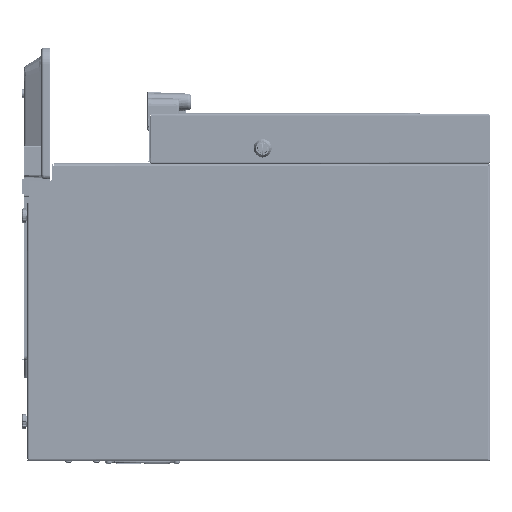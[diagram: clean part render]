
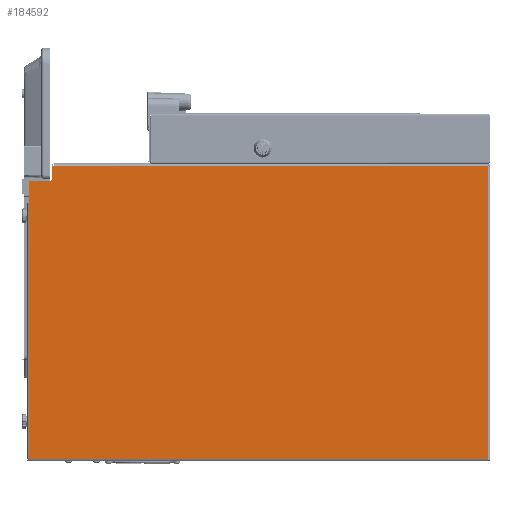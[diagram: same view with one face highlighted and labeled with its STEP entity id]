
A CAD part, left-side view. The second image highlights one B-rep face of the part: STEP entity #184592.
In plain terms, the highlighted planar face has unit normal (-1, 0, 0).
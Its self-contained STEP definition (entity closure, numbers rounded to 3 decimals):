
#10747=FACE_OUTER_BOUND($,#20575,.T.);
#20575=EDGE_LOOP($,(#129385,#129386,#129387,#129388,#129389,#129390,#129391,
#129392,#129393,#129394,#129395));
#35399=CIRCLE($,#195734,0.079);
#35400=CIRCLE($,#195737,0.079);
#35402=CIRCLE($,#195745,0.079);
#42290=LINE($,#308262,#57455);
#42293=LINE($,#308270,#57458);
#42295=LINE($,#308273,#57460);
#42297=LINE($,#308280,#57462);
#42350=LINE($,#308460,#57515);
#42353=LINE($,#308520,#57518);
#42357=LINE($,#308574,#57522);
#42362=LINE($,#308712,#57527);
#57455=VECTOR($,#217700,0.925);
#57458=VECTOR($,#217709,0.531);
#57460=VECTOR($,#217713,0.988);
#57462=VECTOR($,#217723,0.02);
#57515=VECTOR($,#217866,21.929);
#57518=VECTOR($,#217871,20.748);
#57522=VECTOR($,#217877,13.976);
#57527=VECTOR($,#217896,12.22);
#74344=VERTEX_POINT($,#307958);
#74458=VERTEX_POINT($,#308249);
#74460=VERTEX_POINT($,#308255);
#74461=VERTEX_POINT($,#308256);
#74462=VERTEX_POINT($,#308261);
#74463=VERTEX_POINT($,#308265);
#74464=VERTEX_POINT($,#308269);
#74465=VERTEX_POINT($,#308278);
#74501=VERTEX_POINT($,#308442);
#74503=VERTEX_POINT($,#308455);
#74504=VERTEX_POINT($,#308519);
#94738=EDGE_CURVE($,#74460,#74461,#35399,.T.);
#94741=EDGE_CURVE($,#74462,#74461,#42290,.T.);
#94743=EDGE_CURVE($,#74462,#74463,#35400,.T.);
#94745=EDGE_CURVE($,#74464,#74463,#42293,.T.);
#94747=EDGE_CURVE($,#74460,#74344,#42295,.T.);
#94750=EDGE_CURVE($,#74458,#74465,#42297,.T.);
#94751=EDGE_CURVE($,#74465,#74464,#35402,.T.);
#94825=EDGE_CURVE($,#74501,#74503,#42350,.T.);
#94830=EDGE_CURVE($,#74504,#74458,#42353,.T.);
#94839=EDGE_CURVE($,#74503,#74504,#42357,.T.);
#94851=EDGE_CURVE($,#74344,#74501,#42362,.T.);
#129385=ORIENTED_EDGE($,*,*,#94738,.F.);
#129386=ORIENTED_EDGE($,*,*,#94747,.T.);
#129387=ORIENTED_EDGE($,*,*,#94851,.T.);
#129388=ORIENTED_EDGE($,*,*,#94825,.T.);
#129389=ORIENTED_EDGE($,*,*,#94839,.T.);
#129390=ORIENTED_EDGE($,*,*,#94830,.T.);
#129391=ORIENTED_EDGE($,*,*,#94750,.T.);
#129392=ORIENTED_EDGE($,*,*,#94751,.T.);
#129393=ORIENTED_EDGE($,*,*,#94745,.T.);
#129394=ORIENTED_EDGE($,*,*,#94743,.F.);
#129395=ORIENTED_EDGE($,*,*,#94741,.T.);
#169687=PLANE($,#195800);
#184592=ADVANCED_FACE($,(#10747),#169687,.T.);
#195734=AXIS2_PLACEMENT_3D($,#308257,#217694,#217695);
#195737=AXIS2_PLACEMENT_3D($,#308266,#217704,#217705);
#195745=AXIS2_PLACEMENT_3D($,#308282,#217726,#217727);
#195800=AXIS2_PLACEMENT_3D($,#308716,#217902,#217903);
#217694=DIRECTION('center_axis',(1.,0.,0.));
#217695=DIRECTION('ref_axis',(0.,0.707,0.707));
#217700=DIRECTION($,(0.,1.,0.));
#217704=DIRECTION('center_axis',(-1.,0.,0.));
#217705=DIRECTION('ref_axis',(0.,-0.707,
-0.707));
#217709=DIRECTION($,(0.,0.,-1.));
#217713=DIRECTION($,(0.,0.,-1.));
#217723=DIRECTION($,(0.,1.,0.));
#217726=DIRECTION('center_axis',(-1.,0.,0.));
#217727=DIRECTION('ref_axis',(0.,0.,
1.));
#217866=DIRECTION($,(0.,-1.,0.));
#217871=DIRECTION($,(0.,1.,0.));
#217877=DIRECTION($,(0.,0.,1.));
#217896=DIRECTION($,(0.,0.,-1.));
#217902=DIRECTION('center_axis',(-1.,0.,0.));
#217903=DIRECTION('ref_axis',(0.,0.,-1.));
#307958=CARTESIAN_POINT('',(-4.417,1.108,4.274));
#308249=CARTESIAN_POINT('',(-4.417,-0.073,6.03));
#308255=CARTESIAN_POINT('',(-4.417,1.108,5.262));
#308256=CARTESIAN_POINT('',(-4.417,1.029,5.341));
#308257=CARTESIAN_POINT('Origin',(-4.417,1.029,5.262));
#308261=CARTESIAN_POINT('',(-4.417,0.104,5.341));
#308262=CARTESIAN_POINT($,(-4.417,-4.965,5.341));
#308265=CARTESIAN_POINT('',(-4.417,0.025,5.419));
#308266=CARTESIAN_POINT('Origin',(-4.417,0.104,5.419));
#308269=CARTESIAN_POINT('',(-4.417,0.025,5.951));
#308270=CARTESIAN_POINT($,(-4.417,0.025,5.951));
#308273=CARTESIAN_POINT($,(-4.417,1.108,2.535));
#308278=CARTESIAN_POINT('',(-4.417,-0.054,6.03));
#308280=CARTESIAN_POINT($,(-4.417,-0.073,6.03));
#308282=CARTESIAN_POINT('Origin',(-4.417,-0.054,
5.951));
#308442=CARTESIAN_POINT('',(-4.417,1.108,-7.947));
#308455=CARTESIAN_POINT('',(-4.417,-20.821,-7.947));
#308460=CARTESIAN_POINT($,(-4.417,-4.325,-7.947));
#308519=CARTESIAN_POINT('',(-4.417,-20.821,6.03));
#308520=CARTESIAN_POINT($,(-4.417,-15.339,6.03));
#308574=CARTESIAN_POINT($,(-4.417,-20.821,-4.502));
#308712=CARTESIAN_POINT($,(-4.417,1.108,2.535));
#308716=CARTESIAN_POINT('Origin',(-4.417,-9.857,-0.959));
